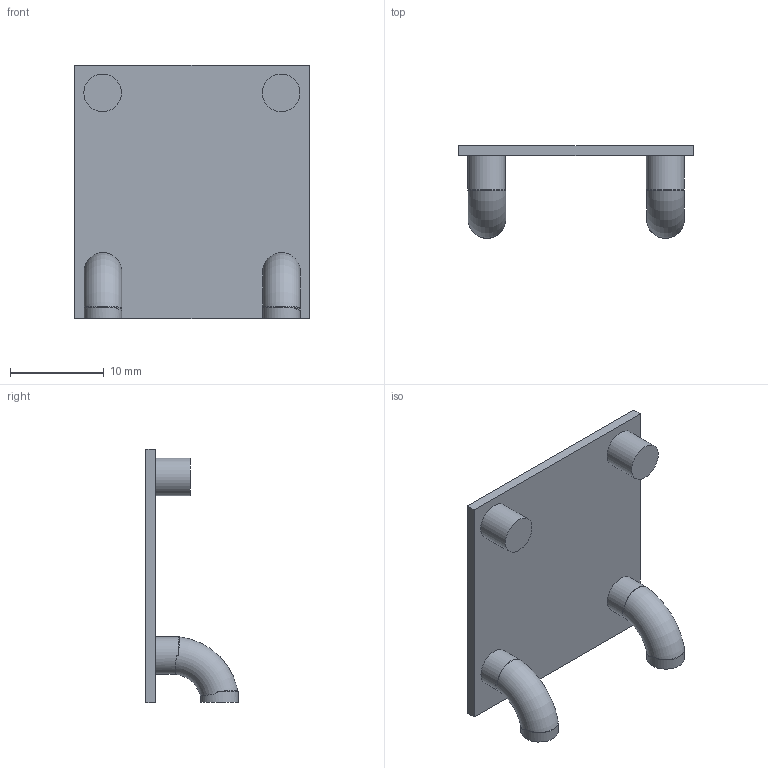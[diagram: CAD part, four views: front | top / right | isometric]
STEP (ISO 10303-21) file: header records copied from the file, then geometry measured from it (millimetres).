
FILE_DESCRIPTION(/* description */ (''),/* implementation_level */ '2;1');
FILE_NAME(/* name */ 'Pegboard Template v5.step',/* time_stamp */ '2020-09-25T16:41:26+01:00',/* author */ (''),/* organization */ (''),/* preprocessor_version */ 'ST-DEVELOPER v18.1',/* originating_system */ 'Autodesk Translation Framework v9.3.0.1241',/* authorisation */ '');
FILE_SCHEMA (('AUTOMOTIVE_DESIGN { 1 0 10303 214 3 1 1 }'));
Length unit declared in the file: millimetre
Products named in the file (2): Pegboard Template; Peg Back
Assembly tree (1 placements, depth 2):
  Pegboard Template
    Peg Back
Bounding box: 25 x 9.81 x 27 mm (x, y, z)
Volume: 1012.2 mm3; surface area: 1892 mm2
Topology: 5 solids, 5 shells, 28 faces, 62 edges, 44 vertices
Faces by surface type: plane 16, cylinder 6, cone 4, torus 2
Full cylindrical faces by diameter (mm): 4 x6
Entity records: 1021 total; most frequent: CARTESIAN_POINT 349, DIRECTION 132, ORIENTED_EDGE 124, EDGE_CURVE 62, AXIS2_PLACEMENT_3D 57, VERTEX_POINT 44, FACE_OUTER_BOUND 28, EDGE_LOOP 28
